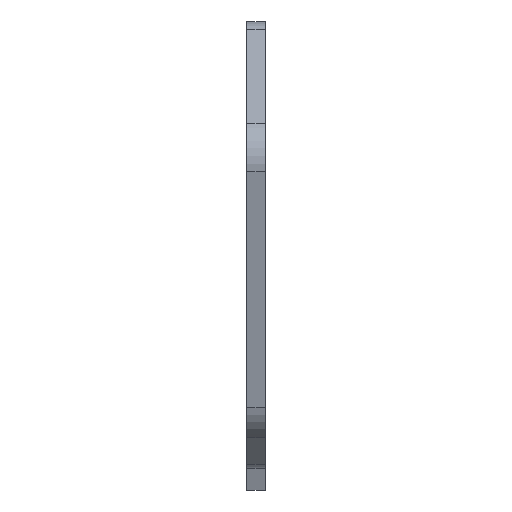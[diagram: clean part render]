
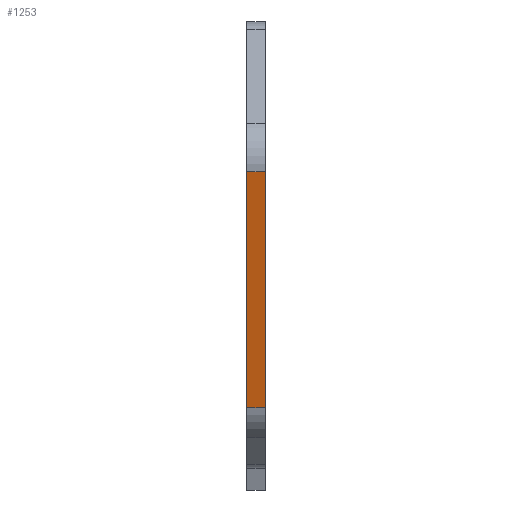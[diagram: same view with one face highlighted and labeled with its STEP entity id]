
A CAD part, front view. The second image highlights one B-rep face of the part: STEP entity #1253.
In plain terms, the highlighted planar face has unit normal (0, -0.971, -0.24).
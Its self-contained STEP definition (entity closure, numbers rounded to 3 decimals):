
#53=PLANE('',#1416);
#110=FACE_OUTER_BOUND('',#193,.T.);
#193=EDGE_LOOP('',(#1117,#1118,#1119,#1120));
#280=LINE('',#2102,#383);
#292=LINE('',#2150,#395);
#296=LINE('',#2165,#399);
#297=LINE('',#2167,#400);
#383=VECTOR('',#1725,10.);
#395=VECTOR('',#1767,10.);
#399=VECTOR('',#1785,10.);
#400=VECTOR('',#1788,10.);
#585=VERTEX_POINT('',#2099);
#586=VERTEX_POINT('',#2101);
#606=VERTEX_POINT('',#2147);
#607=VERTEX_POINT('',#2149);
#752=EDGE_CURVE('',#585,#586,#280,.T.);
#776=EDGE_CURVE('',#607,#606,#292,.T.);
#784=EDGE_CURVE('',#607,#585,#296,.T.);
#785=EDGE_CURVE('',#586,#606,#297,.T.);
#1117=ORIENTED_EDGE('',*,*,#784,.F.);
#1118=ORIENTED_EDGE('',*,*,#776,.T.);
#1119=ORIENTED_EDGE('',*,*,#785,.F.);
#1120=ORIENTED_EDGE('',*,*,#752,.F.);
#1253=ADVANCED_FACE('',(#110),#53,.T.);
#1416=AXIS2_PLACEMENT_3D('',#2166,#1786,#1787);
#1725=DIRECTION('',(0.,0.24,-0.971));
#1767=DIRECTION('',(0.,0.24,-0.971));
#1785=DIRECTION('',(1.,0.,0.));
#1786=DIRECTION('center_axis',(0.,-0.971,-0.24));
#1787=DIRECTION('ref_axis',(0.,0.24,-0.971));
#1788=DIRECTION('',(-1.,0.,0.));
#2099=CARTESIAN_POINT('',(4.,-174.834,50.507));
#2101=CARTESIAN_POINT('',(4.,-161.955,-1.535));
#2102=CARTESIAN_POINT('',(4.,-176.516,57.304));
#2147=CARTESIAN_POINT('',(0.,-161.955,-1.535));
#2149=CARTESIAN_POINT('',(0.,-174.834,50.507));
#2150=CARTESIAN_POINT('',(0.,-176.516,57.304));
#2165=CARTESIAN_POINT('',(0.,-174.834,50.507));
#2166=CARTESIAN_POINT('Origin',(0.,-176.516,57.304));
#2167=CARTESIAN_POINT('',(0.,-161.955,-1.535));
